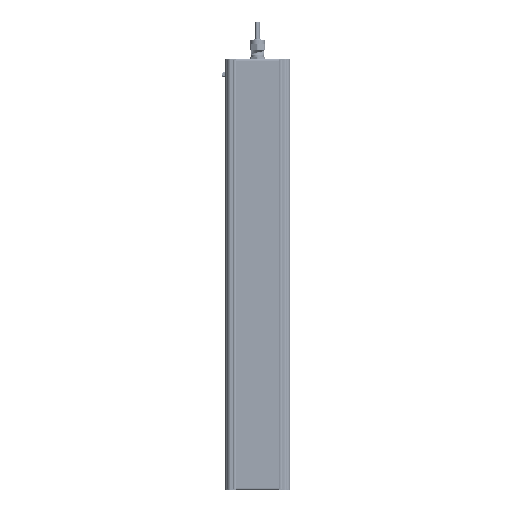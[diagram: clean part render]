
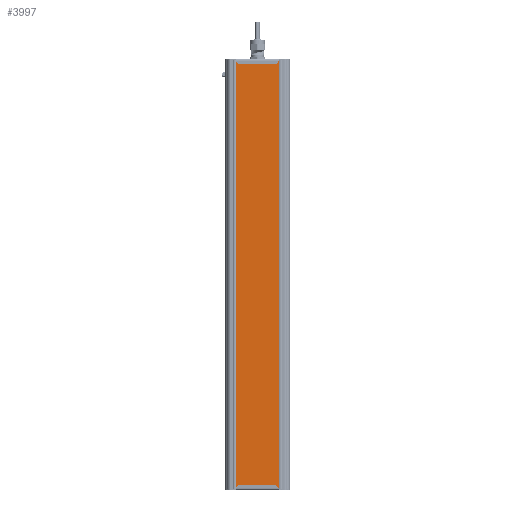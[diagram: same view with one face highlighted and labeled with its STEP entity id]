
A CAD part, front view. The second image highlights one B-rep face of the part: STEP entity #3997.
In plain terms, the highlighted face is planar.
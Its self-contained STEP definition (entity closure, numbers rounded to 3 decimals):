
#3997=ADVANCED_FACE('',(#10750),#10752,.T.);
#10750=FACE_BOUND('',#10751,.T.);
#10751=EDGE_LOOP('',(#38636,#38637,#38638,#38639));
#10752=PLANE('',#10753);
#10753=AXIS2_PLACEMENT_3D('',#10754,#10755,#10756);
#10754=CARTESIAN_POINT('',(120.465,593.492,117.308));
#10755=DIRECTION('',(0.,0.,-1.));
#10756=DIRECTION('',(0.,1.,0.));
#38636=ORIENTED_EDGE('',*,*,#44937,.T.);
#38637=ORIENTED_EDGE('',*,*,#44936,.T.);
#38638=ORIENTED_EDGE('',*,*,#44938,.F.);
#38639=ORIENTED_EDGE('',*,*,#44939,.F.);
#44936=EDGE_CURVE('',#49153,#49158,#49160,.T.);
#44937=EDGE_CURVE('',#49161,#49153,#49162,.T.);
#44938=EDGE_CURVE('',#49163,#49158,#49164,.T.);
#44939=EDGE_CURVE('',#49161,#49163,#49165,.T.);
#49153=VERTEX_POINT('',#61048);
#49158=VERTEX_POINT('',#61057);
#49160=LINE('',#61061,#61062);
#49161=VERTEX_POINT('',#61064);
#49162=LINE('',#61065,#61066);
#49163=VERTEX_POINT('',#61068);
#49164=LINE('',#61069,#61070);
#49165=LINE('',#61072,#61073);
#61048=CARTESIAN_POINT('',(120.465,679.838,117.308));
#61057=CARTESIAN_POINT('',(866.465,679.838,117.308));
#61061=CARTESIAN_POINT('',(120.465,679.838,117.308));
#61062=VECTOR('',#61063,1.);
#61063=DIRECTION('',(1.,0.,0.));
#61064=CARTESIAN_POINT('',(120.465,593.492,117.308));
#61065=CARTESIAN_POINT('',(120.465,593.492,117.308));
#61066=VECTOR('',#61067,1.);
#61067=DIRECTION('',(0.,1.,0.));
#61068=CARTESIAN_POINT('',(866.465,593.492,117.308));
#61069=CARTESIAN_POINT('',(866.465,593.492,117.308));
#61070=VECTOR('',#61071,1.);
#61071=DIRECTION('',(0.,1.,0.));
#61072=CARTESIAN_POINT('',(120.465,593.492,117.308));
#61073=VECTOR('',#61074,1.);
#61074=DIRECTION('',(1.,0.,0.));
